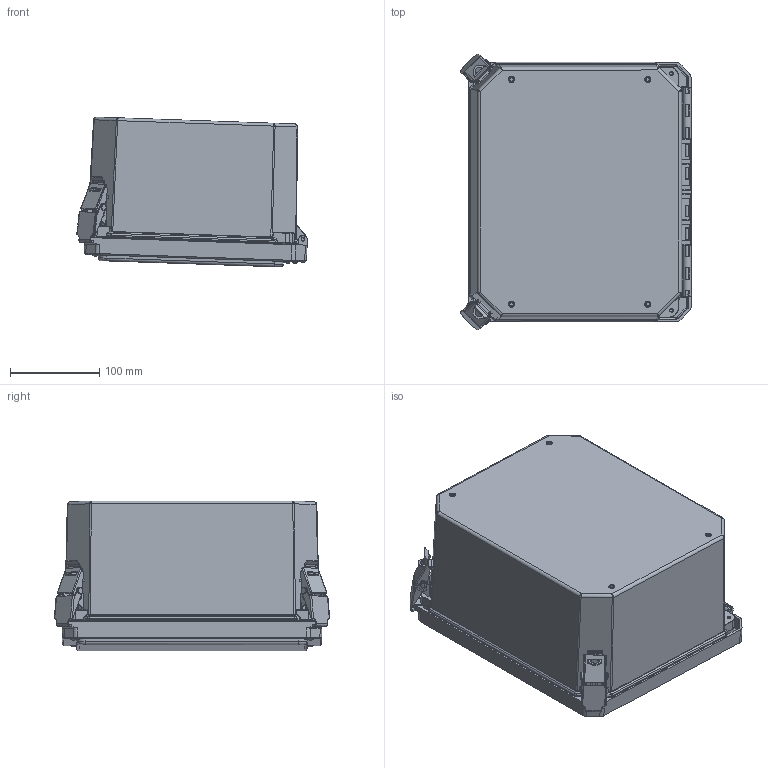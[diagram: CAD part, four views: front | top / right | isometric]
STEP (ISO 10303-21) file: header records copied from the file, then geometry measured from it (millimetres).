
FILE_DESCRIPTION (( 'STEP AP214' ), '1' );
FILE_NAME ('FR100806HPL.STEP', '2021-10-07T14:48:46', ( '' ), ( '' ), 'SwSTEP 2.0', 'SolidWorks 2021', '' );
FILE_SCHEMA (( 'AUTOMOTIVE_DESIGN' ));
Length unit declared in the file: inch
Products named in the file (1): FR100806HPL
Bounding box: 257.61 x 307.64 x 167.55 mm (x, y, z)
Volume: 1161055.3 mm3; surface area: 649909.6 mm2
Topology: 29 solids, 29 shells, 2380 faces, 5971 edges, 3598 vertices
Faces by surface type: cylinder 1029, plane 747, bspline 361, torus 158, cone 60, sphere 25
Entity records: 95552 total; most frequent: CARTESIAN_POINT 42870, ORIENTED_EDGE 11782, DIRECTION 9478, EDGE_CURVE 5891, VERTEX_POINT 3594, AXIS2_PLACEMENT_3D 3327, VECTOR 2824, LINE 2824
